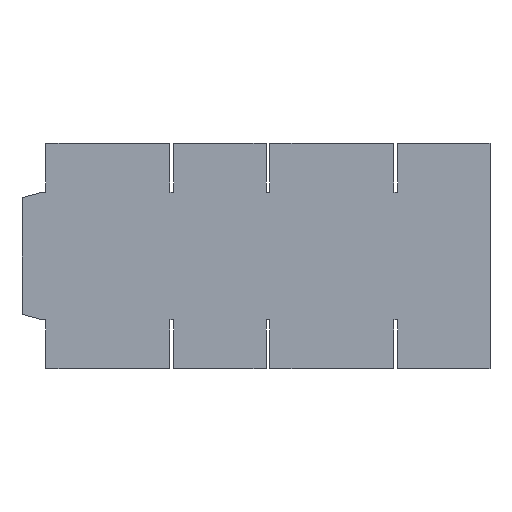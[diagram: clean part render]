
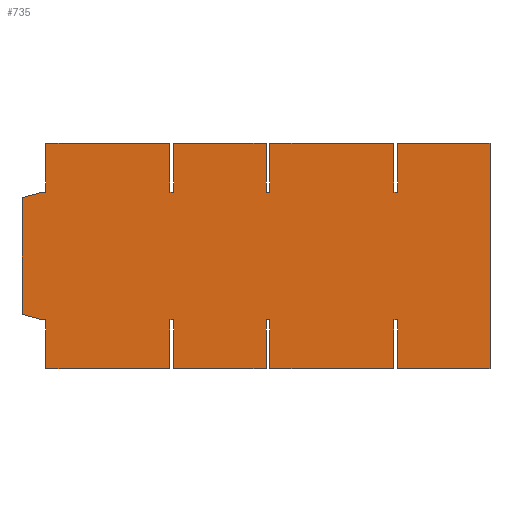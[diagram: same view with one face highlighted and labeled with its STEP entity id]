
A CAD part, top view. The second image highlights one B-rep face of the part: STEP entity #735.
In plain terms, the highlighted planar face has unit normal (0, 0, 1).
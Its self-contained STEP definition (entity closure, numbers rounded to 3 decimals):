
#49=FACE_OUTER_BOUND('',#85,.T.);
#85=EDGE_LOOP('',(#597,#598,#599,#600,#601,#602,#603,#604,#605,#606,#607,
#608,#609,#610,#611,#612,#613,#614,#615,#616,#617,#618,#619,#620,#621,#622,
#623,#624,#625,#626,#627,#628,#629,#630));
#89=LINE('',#971,#191);
#92=LINE('',#977,#194);
#95=LINE('',#983,#197);
#98=LINE('',#989,#200);
#101=LINE('',#995,#203);
#104=LINE('',#1001,#206);
#107=LINE('',#1007,#209);
#110=LINE('',#1013,#212);
#113=LINE('',#1019,#215);
#116=LINE('',#1025,#218);
#119=LINE('',#1031,#221);
#122=LINE('',#1037,#224);
#125=LINE('',#1043,#227);
#128=LINE('',#1049,#230);
#131=LINE('',#1055,#233);
#134=LINE('',#1061,#236);
#137=LINE('',#1067,#239);
#140=LINE('',#1073,#242);
#143=LINE('',#1079,#245);
#146=LINE('',#1085,#248);
#149=LINE('',#1091,#251);
#152=LINE('',#1097,#254);
#155=LINE('',#1103,#257);
#158=LINE('',#1109,#260);
#161=LINE('',#1115,#263);
#164=LINE('',#1121,#266);
#167=LINE('',#1127,#269);
#170=LINE('',#1133,#272);
#173=LINE('',#1139,#275);
#176=LINE('',#1145,#278);
#179=LINE('',#1151,#281);
#182=LINE('',#1157,#284);
#185=LINE('',#1163,#287);
#188=LINE('',#1167,#290);
#191=VECTOR('',#793,10.);
#194=VECTOR('',#798,10.);
#197=VECTOR('',#803,10.);
#200=VECTOR('',#808,10.);
#203=VECTOR('',#813,10.);
#206=VECTOR('',#818,10.);
#209=VECTOR('',#823,10.);
#212=VECTOR('',#828,10.);
#215=VECTOR('',#833,10.);
#218=VECTOR('',#838,10.);
#221=VECTOR('',#843,10.);
#224=VECTOR('',#848,10.);
#227=VECTOR('',#853,10.);
#230=VECTOR('',#858,10.);
#233=VECTOR('',#863,10.);
#236=VECTOR('',#868,10.);
#239=VECTOR('',#873,10.);
#242=VECTOR('',#878,10.);
#245=VECTOR('',#883,10.);
#248=VECTOR('',#888,10.);
#251=VECTOR('',#893,10.);
#254=VECTOR('',#898,10.);
#257=VECTOR('',#903,10.);
#260=VECTOR('',#908,10.);
#263=VECTOR('',#913,10.);
#266=VECTOR('',#918,10.);
#269=VECTOR('',#923,10.);
#272=VECTOR('',#928,10.);
#275=VECTOR('',#933,10.);
#278=VECTOR('',#938,10.);
#281=VECTOR('',#943,10.);
#284=VECTOR('',#948,10.);
#287=VECTOR('',#953,10.);
#290=VECTOR('',#958,10.);
#293=VERTEX_POINT('',#968);
#294=VERTEX_POINT('',#970);
#296=VERTEX_POINT('',#976);
#298=VERTEX_POINT('',#982);
#300=VERTEX_POINT('',#988);
#302=VERTEX_POINT('',#994);
#304=VERTEX_POINT('',#1000);
#306=VERTEX_POINT('',#1006);
#308=VERTEX_POINT('',#1012);
#310=VERTEX_POINT('',#1018);
#312=VERTEX_POINT('',#1024);
#314=VERTEX_POINT('',#1030);
#316=VERTEX_POINT('',#1036);
#318=VERTEX_POINT('',#1042);
#320=VERTEX_POINT('',#1048);
#322=VERTEX_POINT('',#1054);
#324=VERTEX_POINT('',#1060);
#326=VERTEX_POINT('',#1066);
#328=VERTEX_POINT('',#1072);
#330=VERTEX_POINT('',#1078);
#332=VERTEX_POINT('',#1084);
#334=VERTEX_POINT('',#1090);
#336=VERTEX_POINT('',#1096);
#338=VERTEX_POINT('',#1102);
#340=VERTEX_POINT('',#1108);
#342=VERTEX_POINT('',#1114);
#344=VERTEX_POINT('',#1120);
#346=VERTEX_POINT('',#1126);
#348=VERTEX_POINT('',#1132);
#350=VERTEX_POINT('',#1138);
#352=VERTEX_POINT('',#1144);
#354=VERTEX_POINT('',#1150);
#356=VERTEX_POINT('',#1156);
#358=VERTEX_POINT('',#1162);
#361=EDGE_CURVE('',#294,#293,#89,.T.);
#364=EDGE_CURVE('',#296,#294,#92,.T.);
#367=EDGE_CURVE('',#298,#296,#95,.T.);
#370=EDGE_CURVE('',#300,#298,#98,.T.);
#373=EDGE_CURVE('',#302,#300,#101,.T.);
#376=EDGE_CURVE('',#304,#302,#104,.T.);
#379=EDGE_CURVE('',#306,#304,#107,.T.);
#382=EDGE_CURVE('',#308,#306,#110,.T.);
#385=EDGE_CURVE('',#310,#308,#113,.T.);
#388=EDGE_CURVE('',#312,#310,#116,.T.);
#391=EDGE_CURVE('',#314,#312,#119,.T.);
#394=EDGE_CURVE('',#316,#314,#122,.T.);
#397=EDGE_CURVE('',#318,#316,#125,.T.);
#400=EDGE_CURVE('',#320,#318,#128,.T.);
#403=EDGE_CURVE('',#322,#320,#131,.T.);
#406=EDGE_CURVE('',#324,#322,#134,.T.);
#409=EDGE_CURVE('',#326,#324,#137,.T.);
#412=EDGE_CURVE('',#328,#326,#140,.T.);
#415=EDGE_CURVE('',#330,#328,#143,.T.);
#418=EDGE_CURVE('',#332,#330,#146,.T.);
#421=EDGE_CURVE('',#334,#332,#149,.T.);
#424=EDGE_CURVE('',#336,#334,#152,.T.);
#427=EDGE_CURVE('',#338,#336,#155,.T.);
#430=EDGE_CURVE('',#340,#338,#158,.T.);
#433=EDGE_CURVE('',#342,#340,#161,.T.);
#436=EDGE_CURVE('',#344,#342,#164,.T.);
#439=EDGE_CURVE('',#346,#344,#167,.T.);
#442=EDGE_CURVE('',#348,#346,#170,.T.);
#445=EDGE_CURVE('',#350,#348,#173,.T.);
#448=EDGE_CURVE('',#352,#350,#176,.T.);
#451=EDGE_CURVE('',#354,#352,#179,.T.);
#454=EDGE_CURVE('',#356,#354,#182,.T.);
#457=EDGE_CURVE('',#358,#356,#185,.T.);
#460=EDGE_CURVE('',#293,#358,#188,.T.);
#597=ORIENTED_EDGE('',*,*,#460,.T.);
#598=ORIENTED_EDGE('',*,*,#457,.T.);
#599=ORIENTED_EDGE('',*,*,#454,.T.);
#600=ORIENTED_EDGE('',*,*,#451,.T.);
#601=ORIENTED_EDGE('',*,*,#448,.T.);
#602=ORIENTED_EDGE('',*,*,#445,.T.);
#603=ORIENTED_EDGE('',*,*,#442,.T.);
#604=ORIENTED_EDGE('',*,*,#439,.T.);
#605=ORIENTED_EDGE('',*,*,#436,.T.);
#606=ORIENTED_EDGE('',*,*,#433,.T.);
#607=ORIENTED_EDGE('',*,*,#430,.T.);
#608=ORIENTED_EDGE('',*,*,#427,.T.);
#609=ORIENTED_EDGE('',*,*,#424,.T.);
#610=ORIENTED_EDGE('',*,*,#421,.T.);
#611=ORIENTED_EDGE('',*,*,#418,.T.);
#612=ORIENTED_EDGE('',*,*,#415,.T.);
#613=ORIENTED_EDGE('',*,*,#412,.T.);
#614=ORIENTED_EDGE('',*,*,#409,.T.);
#615=ORIENTED_EDGE('',*,*,#406,.T.);
#616=ORIENTED_EDGE('',*,*,#403,.T.);
#617=ORIENTED_EDGE('',*,*,#400,.T.);
#618=ORIENTED_EDGE('',*,*,#397,.T.);
#619=ORIENTED_EDGE('',*,*,#394,.T.);
#620=ORIENTED_EDGE('',*,*,#391,.T.);
#621=ORIENTED_EDGE('',*,*,#388,.T.);
#622=ORIENTED_EDGE('',*,*,#385,.T.);
#623=ORIENTED_EDGE('',*,*,#382,.T.);
#624=ORIENTED_EDGE('',*,*,#379,.T.);
#625=ORIENTED_EDGE('',*,*,#376,.T.);
#626=ORIENTED_EDGE('',*,*,#373,.T.);
#627=ORIENTED_EDGE('',*,*,#370,.T.);
#628=ORIENTED_EDGE('',*,*,#367,.T.);
#629=ORIENTED_EDGE('',*,*,#364,.T.);
#630=ORIENTED_EDGE('',*,*,#361,.T.);
#699=PLANE('',#785);
#735=ADVANCED_FACE('',(#49),#699,.T.);
#785=AXIS2_PLACEMENT_3D('',#1168,#959,#960);
#793=DIRECTION('',(0.,-1.,0.));
#798=DIRECTION('',(1.,0.,0.));
#803=DIRECTION('',(0.,1.,0.));
#808=DIRECTION('',(1.,0.,0.));
#813=DIRECTION('',(0.,-1.,0.));
#818=DIRECTION('',(1.,0.,0.));
#823=DIRECTION('',(0.,1.,0.));
#828=DIRECTION('',(1.,0.,0.));
#833=DIRECTION('',(0.,-1.,0.));
#838=DIRECTION('',(1.,0.,0.));
#843=DIRECTION('',(0.,1.,0.));
#848=DIRECTION('',(1.,0.,0.));
#853=DIRECTION('',(0.,-1.,0.));
#858=DIRECTION('',(1.,0.,0.));
#863=DIRECTION('',(0.966,-0.259,0.));
#868=DIRECTION('',(0.,-1.,0.));
#873=DIRECTION('',(-0.966,-0.259,0.));
#878=DIRECTION('',(-1.,0.,0.));
#883=DIRECTION('',(0.,-1.,0.));
#888=DIRECTION('',(-1.,0.,0.));
#893=DIRECTION('',(0.,1.,0.));
#898=DIRECTION('',(-1.,0.,0.));
#903=DIRECTION('',(0.,-1.,0.));
#908=DIRECTION('',(-1.,0.,0.));
#913=DIRECTION('',(0.,1.,0.));
#918=DIRECTION('',(-1.,0.,0.));
#923=DIRECTION('',(0.,-1.,0.));
#928=DIRECTION('',(-1.,0.,0.));
#933=DIRECTION('',(0.,1.,0.));
#938=DIRECTION('',(-1.,0.,0.));
#943=DIRECTION('',(0.,-1.,0.));
#948=DIRECTION('',(-1.,0.,0.));
#953=DIRECTION('',(0.,1.,0.));
#958=DIRECTION('',(1.,0.,0.));
#959=DIRECTION('center_axis',(0.,0.,1.));
#960=DIRECTION('ref_axis',(1.,0.,0.));
#968=CARTESIAN_POINT('',(5715.,-4546.6,1.));
#970=CARTESIAN_POINT('',(5715.,-2578.1,1.));
#971=CARTESIAN_POINT('',(5715.,-4546.6,1.));
#976=CARTESIAN_POINT('',(5562.6,-2578.1,1.));
#977=CARTESIAN_POINT('',(5715.,-2578.1,1.));
#982=CARTESIAN_POINT('',(5562.6,-4546.6,1.));
#983=CARTESIAN_POINT('',(5562.6,-4546.6,1.));
#988=CARTESIAN_POINT('',(558.8,-4546.6,1.));
#989=CARTESIAN_POINT('',(558.8,-4546.6,1.));
#994=CARTESIAN_POINT('',(558.8,-2578.1,1.));
#995=CARTESIAN_POINT('',(558.8,-4546.6,1.));
#1000=CARTESIAN_POINT('',(406.4,-2578.1,1.));
#1001=CARTESIAN_POINT('',(406.4,-2578.1,1.));
#1006=CARTESIAN_POINT('',(406.4,-4546.6,1.));
#1007=CARTESIAN_POINT('',(406.4,-4546.6,1.));
#1012=CARTESIAN_POINT('',(-3327.4,-4546.6,1.));
#1013=CARTESIAN_POINT('',(-3327.4,-4546.6,1.));
#1018=CARTESIAN_POINT('',(-3327.4,-2578.1,1.));
#1019=CARTESIAN_POINT('',(-3327.4,-4546.6,1.));
#1024=CARTESIAN_POINT('',(-3479.8,-2578.1,1.));
#1025=CARTESIAN_POINT('',(-3327.4,-2578.1,1.));
#1030=CARTESIAN_POINT('',(-3479.8,-4546.6,1.));
#1031=CARTESIAN_POINT('',(-3479.8,-4546.6,1.));
#1036=CARTESIAN_POINT('',(-8483.6,-4546.6,1.));
#1037=CARTESIAN_POINT('',(-3479.8,-4546.6,1.));
#1042=CARTESIAN_POINT('',(-8483.6,-2578.1,1.));
#1043=CARTESIAN_POINT('',(-8483.6,-4546.6,1.));
#1048=CARTESIAN_POINT('',(-8636.,-2578.1,1.));
#1049=CARTESIAN_POINT('',(-8636.,-2578.1,1.));
#1054=CARTESIAN_POINT('',(-9448.8,-2360.311,1.));
#1055=CARTESIAN_POINT('',(-9448.8,-2360.311,1.));
#1060=CARTESIAN_POINT('',(-9448.8,2360.311,1.));
#1061=CARTESIAN_POINT('',(-9448.8,-2360.311,1.));
#1066=CARTESIAN_POINT('',(-8636.,2578.1,1.));
#1067=CARTESIAN_POINT('',(-9448.8,2360.311,1.));
#1072=CARTESIAN_POINT('',(-8483.6,2578.1,1.));
#1073=CARTESIAN_POINT('',(-8636.,2578.1,1.));
#1078=CARTESIAN_POINT('',(-8483.6,4546.6,1.));
#1079=CARTESIAN_POINT('',(-8483.6,4546.6,1.));
#1084=CARTESIAN_POINT('',(-3479.8,4546.6,1.));
#1085=CARTESIAN_POINT('',(-8483.6,4546.6,1.));
#1090=CARTESIAN_POINT('',(-3479.8,2578.1,1.));
#1091=CARTESIAN_POINT('',(-3479.8,4546.6,1.));
#1096=CARTESIAN_POINT('',(-3327.4,2578.1,1.));
#1097=CARTESIAN_POINT('',(-3327.4,2578.1,1.));
#1102=CARTESIAN_POINT('',(-3327.4,4546.6,1.));
#1103=CARTESIAN_POINT('',(-3327.4,4546.6,1.));
#1108=CARTESIAN_POINT('',(406.4,4546.6,1.));
#1109=CARTESIAN_POINT('',(-3327.4,4546.6,1.));
#1114=CARTESIAN_POINT('',(406.4,2578.1,1.));
#1115=CARTESIAN_POINT('',(406.4,4546.6,1.));
#1120=CARTESIAN_POINT('',(558.8,2578.1,1.));
#1121=CARTESIAN_POINT('',(406.4,2578.1,1.));
#1126=CARTESIAN_POINT('',(558.8,4546.6,1.));
#1127=CARTESIAN_POINT('',(558.8,4546.6,1.));
#1132=CARTESIAN_POINT('',(5562.6,4546.6,1.));
#1133=CARTESIAN_POINT('',(558.8,4546.6,1.));
#1138=CARTESIAN_POINT('',(5562.6,2578.1,1.));
#1139=CARTESIAN_POINT('',(5562.6,4546.6,1.));
#1144=CARTESIAN_POINT('',(5715.,2578.1,1.));
#1145=CARTESIAN_POINT('',(5715.,2578.1,1.));
#1150=CARTESIAN_POINT('',(5715.,4546.6,1.));
#1151=CARTESIAN_POINT('',(5715.,4546.6,1.));
#1156=CARTESIAN_POINT('',(9448.8,4546.6,1.));
#1157=CARTESIAN_POINT('',(5715.,4546.6,1.));
#1162=CARTESIAN_POINT('',(9448.8,-4546.6,1.));
#1163=CARTESIAN_POINT('',(9448.8,-4546.6,1.));
#1167=CARTESIAN_POINT('',(5715.,-4546.6,1.));
#1168=CARTESIAN_POINT('Origin',(0.,0.,1.));
